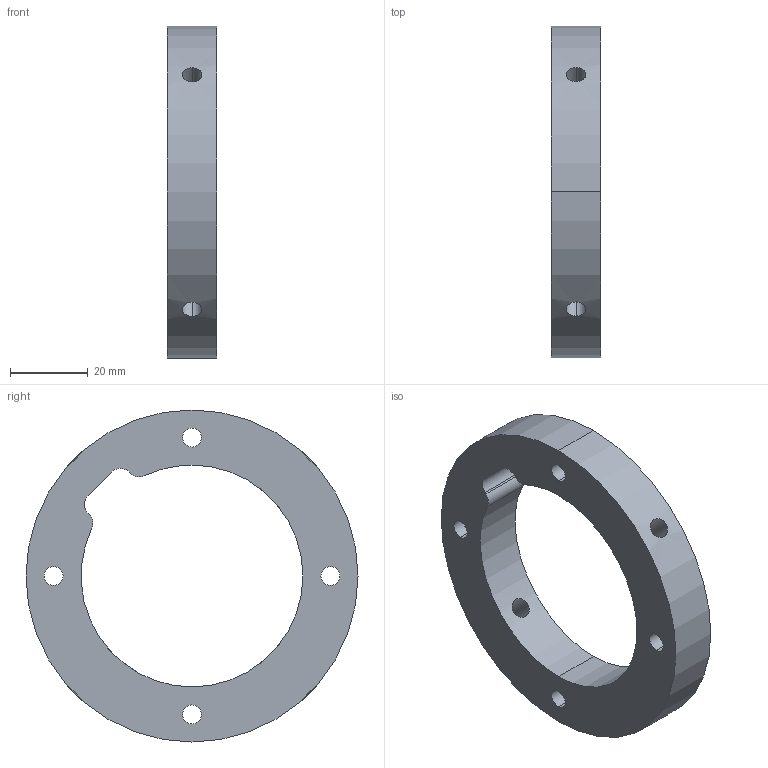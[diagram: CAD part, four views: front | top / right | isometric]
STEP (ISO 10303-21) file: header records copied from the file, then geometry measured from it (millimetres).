
FILE_DESCRIPTION (( 'STEP AP214' ), '1' );
FILE_NAME ('Upper Pin Ring Interstage Coupler, PC Redesign.STEP', '2024-10-27T20:08:47', ( '' ), ( '' ), 'SwSTEP 2.0', 'SolidWorks 2024', '' );
FILE_SCHEMA (( 'AUTOMOTIVE_DESIGN' ));
Length unit declared in the file: centimetre
Products named in the file (1): Upper Pin Ring Interstage Coupler, PC Redesign
Bounding box: 12.7 x 85.54 x 85.54 mm (x, y, z)
Volume: 37413.8 mm3; surface area: 13295.7 mm2
Topology: 1 solids, 1 shells, 31 faces, 87 edges, 58 vertices
Faces by surface type: cylinder 26, plane 5
Entity records: 1490 total; most frequent: CARTESIAN_POINT 617, DIRECTION 175, ORIENTED_EDGE 174, EDGE_CURVE 87, AXIS2_PLACEMENT_3D 70, VERTEX_POINT 58, EDGE_LOOP 49, CIRCLE 38
